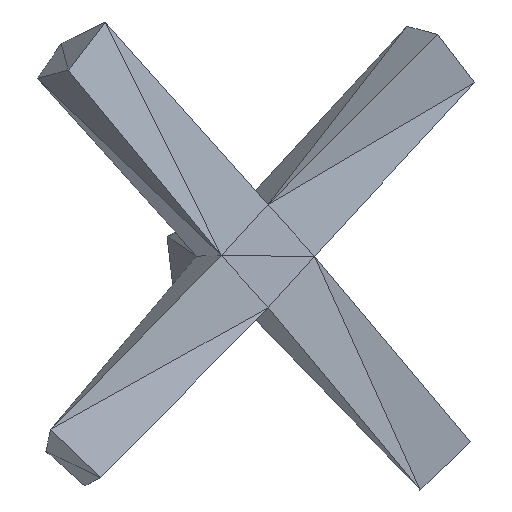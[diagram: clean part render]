
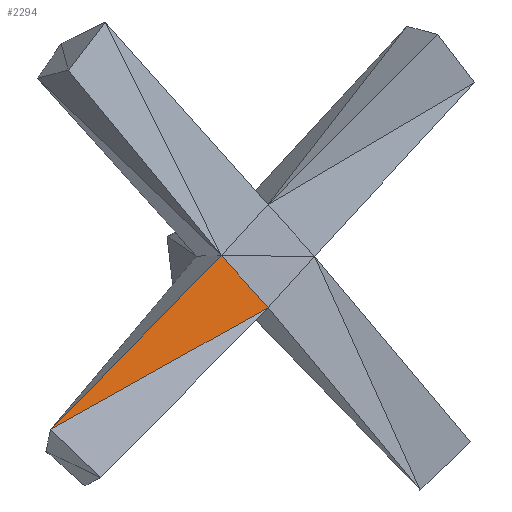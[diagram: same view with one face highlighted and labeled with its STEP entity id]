
A CAD part, top view. The second image highlights one B-rep face of the part: STEP entity #2294.
In plain terms, the highlighted planar face has unit normal (0.393, -0.039, 0.919).
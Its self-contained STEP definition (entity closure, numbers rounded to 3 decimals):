
#56 = VERTEX_POINT('',#57);
#57 = CARTESIAN_POINT('',(-302.067,-4.34,
    -186.342));
#71 = PLANE('',#72);
#72 = AXIS2_PLACEMENT_3D('',#73,#74,#75);
#73 = CARTESIAN_POINT('',(-375.424,-72.872,
    -175.049));
#74 = DIRECTION('',(-0.636,0.725,0.265));
#75 = DIRECTION('',(0.751,0.66,0.));
#1090 = PLANE('',#1091);
#1091 = AXIS2_PLACEMENT_3D('',#1092,#1093,#1094);
#1092 = CARTESIAN_POINT('',(-260.926,-18.016,
    -205.623));
#1093 = DIRECTION('',(0.423,-0.007,0.906)
  );
#1094 = DIRECTION('',(0.906,0.,-0.423));
#1129 = EDGE_CURVE('',#56,#1130,#1132,.T.);
#1130 = VERTEX_POINT('',#1131);
#1131 = CARTESIAN_POINT('',(-260.757,-50.307,
    -205.935));
#1132 = SURFACE_CURVE('',#1133,(#1137,#1144),.PCURVE_S1.);
#1133 = LINE('',#1134,#1135);
#1134 = CARTESIAN_POINT('',(-302.067,-4.34,
    -186.342));
#1135 = VECTOR('',#1136,1.);
#1136 = DIRECTION('',(0.637,-0.709,-0.302));
#1137 = PCURVE('',#1090,#1138);
#1138 = DEFINITIONAL_REPRESENTATION('',(#1139),#1143);
#1139 = LINE('',#1140,#1141);
#1140 = CARTESIAN_POINT('',(-45.434,13.676));
#1141 = VECTOR('',#1142,1.);
#1142 = DIRECTION('',(0.705,-0.709));
#1143 = ( GEOMETRIC_REPRESENTATION_CONTEXT(2) 
PARAMETRIC_REPRESENTATION_CONTEXT() REPRESENTATION_CONTEXT('2D SPACE',''
  ) );
#1144 = PCURVE('',#1145,#1150);
#1145 = PLANE('',#1146);
#1146 = AXIS2_PLACEMENT_3D('',#1147,#1148,#1149);
#1147 = CARTESIAN_POINT('',(-356.442,-84.9,
    -166.506));
#1148 = DIRECTION('',(0.393,-0.039,0.919)
  );
#1149 = DIRECTION('',(0.92,0.,-0.393));
#1150 = DEFINITIONAL_REPRESENTATION('',(#1151),#1154);
#1151 = B_SPLINE_CURVE_WITH_KNOTS('',1,(#1152,#1153),.UNSPECIFIED.,.F.,
  .F.,(2,2),(0.,64.834),.PIECEWISE_BEZIER_KNOTS.);
#1152 = CARTESIAN_POINT('',(57.796,80.621));
#1153 = CARTESIAN_POINT('',(103.482,34.619));
#1154 = ( GEOMETRIC_REPRESENTATION_CONTEXT(2) 
PARAMETRIC_REPRESENTATION_CONTEXT() REPRESENTATION_CONTEXT('2D SPACE',''
  ) );
#2224 = VERTEX_POINT('',#2225);
#2225 = CARTESIAN_POINT('',(-453.22,-158.27,
    -128.246));
#2274 = EDGE_CURVE('',#2224,#56,#2275,.T.);
#2275 = SURFACE_CURVE('',#2276,(#2280,#2287),.PCURVE_S1.);
#2276 = LINE('',#2277,#2278);
#2277 = CARTESIAN_POINT('',(-453.22,-158.27,
    -128.246));
#2278 = VECTOR('',#2279,1.);
#2279 = DIRECTION('',(0.677,0.689,-0.26));
#2280 = PCURVE('',#71,#2281);
#2281 = DEFINITIONAL_REPRESENTATION('',(#2282),#2286);
#2282 = LINE('',#2283,#2284);
#2283 = CARTESIAN_POINT('',(-114.804,-48.533));
#2284 = VECTOR('',#2285,1.);
#2285 = DIRECTION('',(0.963,0.27));
#2286 = ( GEOMETRIC_REPRESENTATION_CONTEXT(2) 
PARAMETRIC_REPRESENTATION_CONTEXT() REPRESENTATION_CONTEXT('2D SPACE',''
  ) );
#2287 = PCURVE('',#1145,#2288);
#2288 = DEFINITIONAL_REPRESENTATION('',(#2289),#2292);
#2289 = B_SPLINE_CURVE_WITH_KNOTS('',1,(#2290,#2291),.UNSPECIFIED.,.F.,
  .F.,(2,2),(0.,223.421),.PIECEWISE_BEZIER_KNOTS.);
#2290 = CARTESIAN_POINT('',(-104.027,-73.425));
#2291 = CARTESIAN_POINT('',(57.796,80.621));
#2292 = ( GEOMETRIC_REPRESENTATION_CONTEXT(2) 
PARAMETRIC_REPRESENTATION_CONTEXT() REPRESENTATION_CONTEXT('2D SPACE',''
  ) );
#2294 = ADVANCED_FACE('',(#2295),#1145,.T.);
#2295 = FACE_BOUND('',#2296,.T.);
#2296 = EDGE_LOOP('',(#2297,#2298,#2323));
#2297 = ORIENTED_EDGE('',*,*,#2274,.F.);
#2298 = ORIENTED_EDGE('',*,*,#2299,.T.);
#2299 = EDGE_CURVE('',#2224,#1130,#2300,.T.);
#2300 = SURFACE_CURVE('',#2301,(#2305,#2312),.PCURVE_S1.);
#2301 = LINE('',#2302,#2303);
#2302 = CARTESIAN_POINT('',(-453.22,-158.27,
    -128.246));
#2303 = VECTOR('',#2304,1.);
#2304 = DIRECTION('',(0.823,0.461,-0.332));
#2305 = PCURVE('',#1145,#2306);
#2306 = DEFINITIONAL_REPRESENTATION('',(#2307),#2311);
#2307 = LINE('',#2308,#2309);
#2308 = CARTESIAN_POINT('',(-104.027,-73.425));
#2309 = VECTOR('',#2310,1.);
#2310 = DIRECTION('',(0.887,0.462));
#2311 = ( GEOMETRIC_REPRESENTATION_CONTEXT(2) 
PARAMETRIC_REPRESENTATION_CONTEXT() REPRESENTATION_CONTEXT('2D SPACE',''
  ) );
#2312 = PCURVE('',#2313,#2318);
#2313 = PLANE('',#2314);
#2314 = AXIS2_PLACEMENT_3D('',#2315,#2316,#2317);
#2315 = CARTESIAN_POINT('',(-356.241,-122.394,
    -163.942));
#2316 = DIRECTION('',(0.282,0.176,0.943));
#2317 = DIRECTION('',(0.958,0.,-0.287));
#2318 = DEFINITIONAL_REPRESENTATION('',(#2319),#2322);
#2319 = B_SPLINE_CURVE_WITH_KNOTS('',1,(#2320,#2321),.UNSPECIFIED.,.F.,
  .F.,(2,2),(0.,233.952),.PIECEWISE_BEZIER_KNOTS.);
#2320 = CARTESIAN_POINT('',(-103.141,-36.442));
#2321 = CARTESIAN_POINT('',(103.515,73.225));
#2322 = ( GEOMETRIC_REPRESENTATION_CONTEXT(2) 
PARAMETRIC_REPRESENTATION_CONTEXT() REPRESENTATION_CONTEXT('2D SPACE',''
  ) );
#2323 = ORIENTED_EDGE('',*,*,#1129,.F.);
